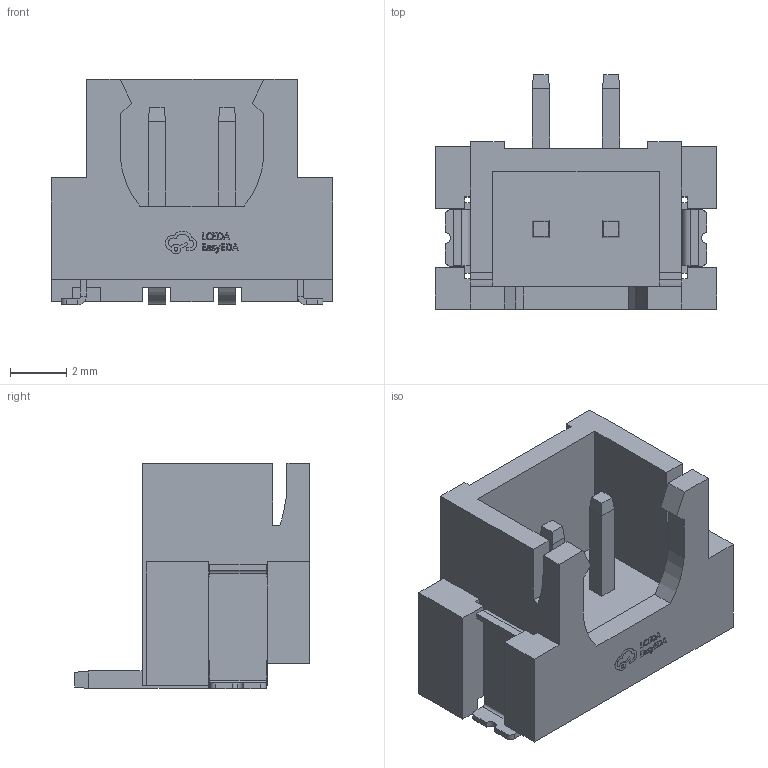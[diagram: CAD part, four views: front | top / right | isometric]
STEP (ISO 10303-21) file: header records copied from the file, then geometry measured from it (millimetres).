
FILE_DESCRIPTION (( 'STEP AP214' ), '1' );
FILE_NAME ('CONN-SMD_2P-P2.50_DEALON_XH-2PS.step', '2022-07-29T12:41:17', ( '' ), ( '' ), 'SwSTEP 2.0', 'SolidWorks 2020', '' );
FILE_SCHEMA (( 'AUTOMOTIVE_DESIGN' ));
Length unit declared in the file: millimetre
Products named in the file (1): CONN-SMD_2P-P2.50_DEALON_XH-2PS
Bounding box: 10 x 8.35 x 8 mm (x, y, z)
Volume: 236.2 mm3; surface area: 541.6 mm2
Topology: 16 solids, 16 shells, 469 faces, 1232 edges, 804 vertices
Faces by surface type: plane 335, bspline 112, cylinder 22
Entity records: 19688 total; most frequent: CARTESIAN_POINT 4222, ORIENTED_EDGE 2464, DIRECTION 1721, EDGE_CURVE 1232, LINE 917, VECTOR 917, VERTEX_POINT 804, EDGE_LOOP 490
